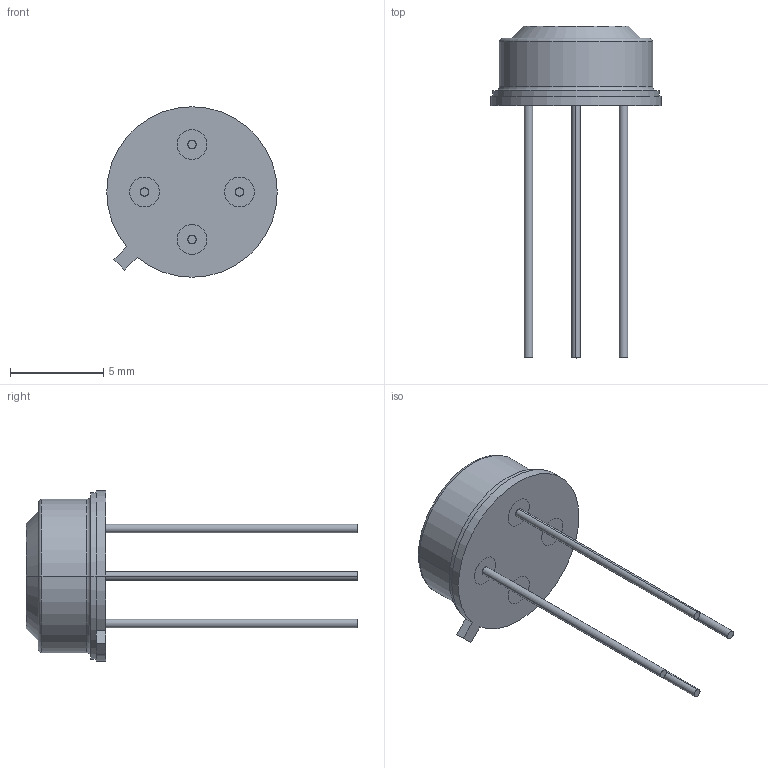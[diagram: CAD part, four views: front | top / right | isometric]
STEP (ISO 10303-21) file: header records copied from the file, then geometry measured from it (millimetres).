
FILE_DESCRIPTION(('CAx-IF Rec.Pracs.---Model Styling and Organization---1.5---2016-08-15','CAx-IF Rec.Pracs.---Geometric and Assembly Validation Properties---4.4---2016-08-17','CAx-IF Rec.Pracs.---User Defined Attributes---1.5---2016-08-15','CAx-IF Rec.Pracs.---External References---2.1---2005-01-19'),'2;1');
FILE_NAME('304421.step','2025-11-25T06:26:09',('Unspecified'),('Unspecified'),'CAD Exchanger 3.10.2 (cadexchanger.com)','Unspecified','');
FILE_SCHEMA(('AUTOMOTIVE_DESIGN { 1 0 10303 214 1 1 1 1 }'));
Length unit declared in the file: millimetre
Products named in the file (2): MLX90614ESF-AAA-000-SP; MLX90614ESF-AAA-000-SP_MLX90614ESF-AAA-000-SP
Assembly tree (1 placements, depth 2):
  MLX90614ESF-AAA-000-SP
    MLX90614ESF-AAA-000-SP_MLX90614ESF-AAA-000-SP
Bounding box: 9.12 x 17.75 x 9.12 mm (x, y, z)
Volume: 226.3 mm3; surface area: 328.8 mm2
Topology: 9 solids, 9 shells, 68 faces, 122 edges, 80 vertices
Faces by surface type: cylinder 33, plane 29, torus 4, cone 2
Entity records: 1782 total; most frequent: DIRECTION 340, CARTESIAN_POINT 272, ORIENTED_EDGE 244, AXIS2_PLACEMENT_3D 148, EDGE_CURVE 122, VERTEX_POINT 80, CIRCLE 78, FACE_BOUND 76
